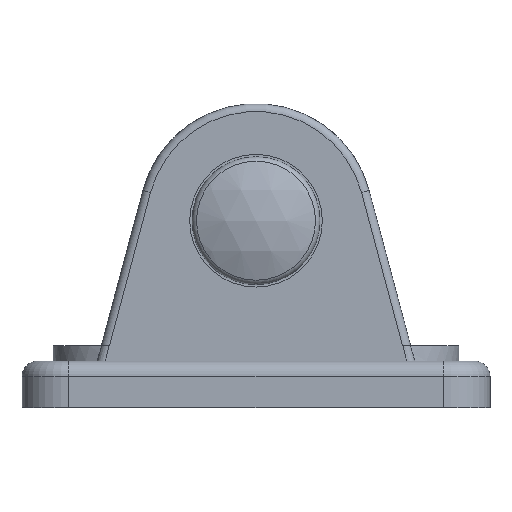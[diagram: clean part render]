
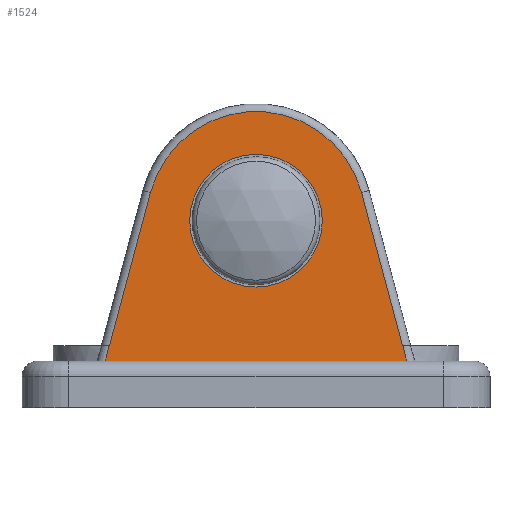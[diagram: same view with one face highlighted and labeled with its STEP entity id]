
A CAD part, front view. The second image highlights one B-rep face of the part: STEP entity #1524.
In plain terms, the highlighted planar face has unit normal (0, -1, 0).
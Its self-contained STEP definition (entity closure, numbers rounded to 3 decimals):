
#463=CARTESIAN_POINT('',(9.659,-5.,3.));
#464=VERTEX_POINT('',#463);
#487=CARTESIAN_POINT('',(-9.659,-5.,3.));
#488=VERTEX_POINT('',#487);
#489=CARTESIAN_POINT('',(9.659,-5.,3.));
#490=DIRECTION('',(-1.0,0.0,0.0));
#491=VECTOR('',#490,19.318);
#492=LINE('',#489,#491);
#493=EDGE_CURVE('',#464,#488,#492,.T.);
#1193=CARTESIAN_POINT('',(9.391,-5.,4.0));
#1194=VERTEX_POINT('',#1193);
#1202=CARTESIAN_POINT('',(9.41,-5.,4.0));
#1203=VERTEX_POINT('',#1202);
#1204=CARTESIAN_POINT('',(9.391,-5.,4.));
#1205=DIRECTION('',(1.0,0.0,0.0));
#1206=VECTOR('',#1205,0.019);
#1207=LINE('',#1204,#1206);
#1208=EDGE_CURVE('',#1194,#1203,#1207,.T.);
#1425=CARTESIAN_POINT('',(-9.41,-5.,4.0));
#1426=VERTEX_POINT('',#1425);
#1427=CARTESIAN_POINT('',(-9.659,-5.0,3.));
#1428=CARTESIAN_POINT('',(-9.571,-5.0,3.332));
#1429=CARTESIAN_POINT('',(-9.489,-5.0,3.666));
#1430=CARTESIAN_POINT('',(-9.41,-5.0,4.));
#1431=B_SPLINE_CURVE_WITH_KNOTS('',3,(#1427,#1428,#1429,#1430),.UNSPECIFIED.,.F.,.U.,(4,4),(0.052,0.155),.UNSPECIFIED.);
#1432=EDGE_CURVE('',#488,#1426,#1431,.T.);
#1465=CARTESIAN_POINT('',(0.,-5.,9.423));
#1466=DIRECTION('',(0.0,1.0,0.0));
#1467=DIRECTION('',(0.0,0.0,1.0));
#1468=AXIS2_PLACEMENT_3D('',#1465,#1466,#1467);
#1469=PLANE('',#1468);
#1470=ORIENTED_EDGE('',*,*,#1432,.F.);
#1471=ORIENTED_EDGE('',*,*,#493,.F.);
#1472=CARTESIAN_POINT('',(9.41,-5.,4.0));
#1473=CARTESIAN_POINT('',(9.489,-5.,3.666));
#1474=CARTESIAN_POINT('',(9.571,-5.,3.332));
#1475=CARTESIAN_POINT('',(9.659,-5.,3.));
#1476=B_SPLINE_CURVE_WITH_KNOTS('',3,(#1472,#1473,#1474,#1475),.UNSPECIFIED.,.F.,.U.,(4,4),(0.095,0.198),.UNSPECIFIED.);
#1477=EDGE_CURVE('',#1203,#464,#1476,.T.);
#1478=ORIENTED_EDGE('',*,*,#1477,.F.);
#1479=ORIENTED_EDGE('',*,*,#1208,.F.);
#1480=CARTESIAN_POINT('',(6.761,-5.,13.812));
#1481=VERTEX_POINT('',#1480);
#1482=CARTESIAN_POINT('',(6.761,-5.,13.812));
#1483=DIRECTION('',(0.259,0.0,-0.966));
#1484=VECTOR('',#1483,10.158);
#1485=LINE('',#1482,#1484);
#1486=EDGE_CURVE('',#1481,#1194,#1485,.T.);
#1487=ORIENTED_EDGE('',*,*,#1486,.F.);
#1488=CARTESIAN_POINT('',(-6.761,-5.,13.812));
#1489=VERTEX_POINT('',#1488);
#1490=CARTESIAN_POINT('',(0.,-5.,12.));
#1491=DIRECTION('',(0.0,1.0,0.0));
#1492=DIRECTION('',(0.0,0.0,1.0));
#1493=AXIS2_PLACEMENT_3D('',#1490,#1491,#1492);
#1494=CIRCLE('',#1493,7.);
#1495=EDGE_CURVE('',#1489,#1481,#1494,.T.);
#1496=ORIENTED_EDGE('',*,*,#1495,.F.);
#1497=CARTESIAN_POINT('',(-9.391,-5.,4.0));
#1498=VERTEX_POINT('',#1497);
#1499=CARTESIAN_POINT('',(-9.391,-5.,4.0));
#1500=DIRECTION('',(0.259,0.0,0.966));
#1501=VECTOR('',#1500,10.158);
#1502=LINE('',#1499,#1501);
#1503=EDGE_CURVE('',#1498,#1489,#1502,.T.);
#1504=ORIENTED_EDGE('',*,*,#1503,.F.);
#1505=CARTESIAN_POINT('',(-9.41,-5.,4.));
#1506=DIRECTION('',(1.0,0.0,0.0));
#1507=VECTOR('',#1506,0.019);
#1508=LINE('',#1505,#1507);
#1509=EDGE_CURVE('',#1426,#1498,#1508,.T.);
#1510=ORIENTED_EDGE('',*,*,#1509,.F.);
#1511=EDGE_LOOP('',(#1470,#1471,#1478,#1479,#1487,#1496,#1504,#1510));
#1512=FACE_OUTER_BOUND('',#1511,.T.);
#1513=CARTESIAN_POINT('',(4.25,-5.,12.));
#1514=VERTEX_POINT('',#1513);
#1515=CARTESIAN_POINT('',(0.,-5.,12.));
#1516=DIRECTION('',(0.0,1.0,0.0));
#1517=DIRECTION('',(1.0,0.0,0.0));
#1518=AXIS2_PLACEMENT_3D('',#1515,#1516,#1517);
#1519=CIRCLE('',#1518,4.25);
#1520=EDGE_CURVE('',#1514,#1514,#1519,.T.);
#1521=ORIENTED_EDGE('',*,*,#1520,.T.);
#1522=EDGE_LOOP('',(#1521));
#1523=FACE_BOUND('',#1522,.T.);
#1524=ADVANCED_FACE('',(#1512,#1523),#1469,.F.);
